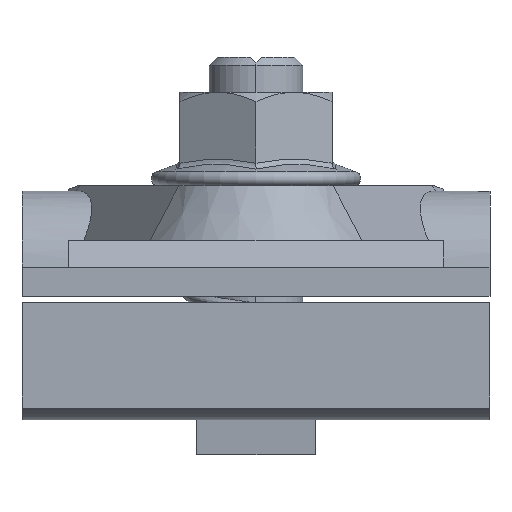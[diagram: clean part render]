
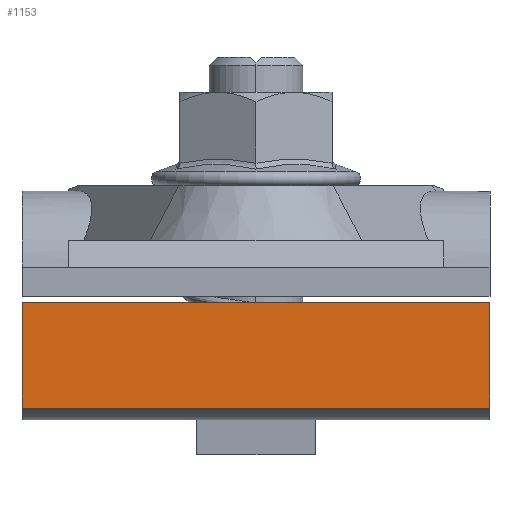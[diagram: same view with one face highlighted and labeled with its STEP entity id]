
A CAD part, front view. The second image highlights one B-rep face of the part: STEP entity #1153.
In plain terms, the highlighted face is planar.
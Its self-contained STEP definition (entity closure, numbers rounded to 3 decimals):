
#226 = LINE ( 'NONE', #2087, #766 ) ;
#334 = VERTEX_POINT ( 'NONE', #842 ) ;
#401 = ORIENTED_EDGE ( 'NONE', *, *, #2782, .F. ) ;
#441 = CARTESIAN_POINT ( 'NONE',  ( -23., 2.5, -20. ) ) ;
#543 = VERTEX_POINT ( 'NONE', #1229 ) ;
#595 = ORIENTED_EDGE ( 'NONE', *, *, #1183, .T. ) ;
#766 = VECTOR ( 'NONE', #3065, 1000. ) ;
#842 = CARTESIAN_POINT ( 'NONE',  ( -23., 0., 20. ) ) ;
#954 = LINE ( 'NONE', #5200, #3446 ) ;
#957 = DIRECTION ( 'NONE',  ( 0., -1., 0. ) ) ;
#1153 = ADVANCED_FACE ( 'NONE', ( #3606 ), #5541, .T. ) ;
#1183 = EDGE_CURVE ( 'NONE', #3711, #334, #954, .T. ) ;
#1196 = EDGE_CURVE ( 'NONE', #543, #3711, #4004, .T. ) ;
#1229 = CARTESIAN_POINT ( 'NONE',  ( -23., 2.5, -20. ) ) ;
#1331 = ORIENTED_EDGE ( 'NONE', *, *, #1804, .F. ) ;
#1417 = DIRECTION ( 'NONE',  ( -1., 0., 0. ) ) ;
#1538 = LINE ( 'NONE', #5968, #3699 ) ;
#1636 = AXIS2_PLACEMENT_3D ( 'NONE', #5724, #1417, #6203 ) ;
#1672 = EDGE_CURVE ( 'NONE', #5786, #3313, #3577, .T. ) ;
#1704 = CARTESIAN_POINT ( 'NONE',  ( -23., 2., 20. ) ) ;
#1779 = EDGE_LOOP ( 'NONE', ( #401, #2751, #595, #3094, #4650, #1331 ) ) ;
#1790 = CARTESIAN_POINT ( 'NONE',  ( -23., 9., 20. ) ) ;
#1804 = EDGE_CURVE ( 'NONE', #3892, #5786, #1538, .T. ) ;
#1918 = DIRECTION ( 'NONE',  ( 0., -1., 0. ) ) ;
#2087 = CARTESIAN_POINT ( 'NONE',  ( -23., 9., -20. ) ) ;
#2429 = CARTESIAN_POINT ( 'NONE',  ( -23., 0., 20. ) ) ;
#2692 = DIRECTION ( 'NONE',  ( 0., -1., 0. ) ) ;
#2751 = ORIENTED_EDGE ( 'NONE', *, *, #1196, .T. ) ;
#2782 = EDGE_CURVE ( 'NONE', #543, #3892, #226, .T. ) ;
#2909 = CARTESIAN_POINT ( 'NONE',  ( -23., 0., -20. ) ) ;
#2978 = VECTOR ( 'NONE', #957, 1000. ) ;
#2997 = DIRECTION ( 'NONE',  ( 0., 0., 1. ) ) ;
#3065 = DIRECTION ( 'NONE',  ( 0., 1., 0. ) ) ;
#3094 = ORIENTED_EDGE ( 'NONE', *, *, #4186, .F. ) ;
#3313 = VERTEX_POINT ( 'NONE', #4637 ) ;
#3446 = VECTOR ( 'NONE', #4259, 1000. ) ;
#3574 = CARTESIAN_POINT ( 'NONE',  ( -23., 9., -20. ) ) ;
#3577 = LINE ( 'NONE', #1704, #5152 ) ;
#3606 = FACE_OUTER_BOUND ( 'NONE', #1779, .T. ) ;
#3699 = VECTOR ( 'NONE', #2997, 1000. ) ;
#3711 = VERTEX_POINT ( 'NONE', #2909 ) ;
#3892 = VERTEX_POINT ( 'NONE', #3574 ) ;
#4004 = LINE ( 'NONE', #441, #4956 ) ;
#4186 = EDGE_CURVE ( 'NONE', #3313, #334, #5263, .T. ) ;
#4259 = DIRECTION ( 'NONE',  ( 0., 0., 1. ) ) ;
#4637 = CARTESIAN_POINT ( 'NONE',  ( -23., 2.5, 20. ) ) ;
#4650 = ORIENTED_EDGE ( 'NONE', *, *, #1672, .F. ) ;
#4956 = VECTOR ( 'NONE', #1918, 1000. ) ;
#5152 = VECTOR ( 'NONE', #2692, 1000. ) ;
#5200 = CARTESIAN_POINT ( 'NONE',  ( -23., 0., 0. ) ) ;
#5263 = LINE ( 'NONE', #2429, #2978 ) ;
#5541 = PLANE ( 'NONE',  #1636 ) ;
#5724 = CARTESIAN_POINT ( 'NONE',  ( -23., 0., 0. ) ) ;
#5786 = VERTEX_POINT ( 'NONE', #1790 ) ;
#5968 = CARTESIAN_POINT ( 'NONE',  ( -23., 9., 20. ) ) ;
#6203 = DIRECTION ( 'NONE',  ( 0., -1., 0. ) ) ;
